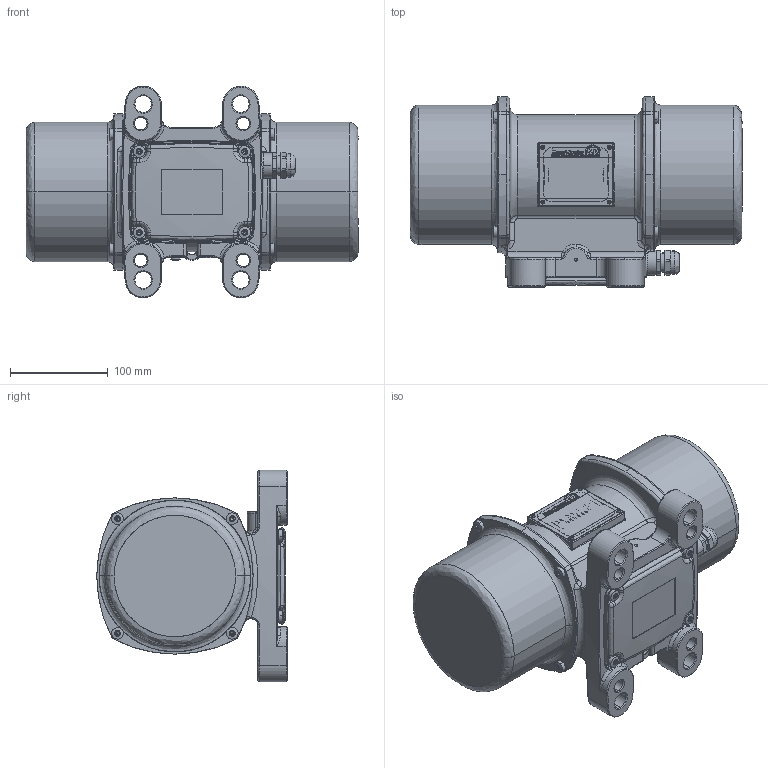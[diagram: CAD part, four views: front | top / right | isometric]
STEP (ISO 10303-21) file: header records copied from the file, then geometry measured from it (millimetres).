
FILE_DESCRIPTION (( 'STEP AP214' ), '1' );
FILE_NAME ('NEG 16190-50-60Hz.STEP', '2022-05-12T08:04:29', ( '' ), ( '' ), 'SwSTEP 2.0', 'SolidWorks 2015', '' );
FILE_SCHEMA (( 'AUTOMOTIVE_DESIGN' ));
Length unit declared in the file: millimetre
Products named in the file (1): NEG 16190-50-60Hz
Bounding box: 340 x 195 x 217 mm (x, y, z)
Volume: 1493735.2 mm3; surface area: 595543.7 mm2
Topology: 23 solids, 23 shells, 2789 faces, 7484 edges, 4886 vertices
Faces by surface type: bspline 1085, cylinder 751, plane 749, cone 204
Entity records: 144821 total; most frequent: CARTESIAN_POINT 80751, ORIENTED_EDGE 14806, DIRECTION 10651, EDGE_CURVE 7403, VERTEX_POINT 4886, AXIS2_PLACEMENT_3D 3913, EDGE_LOOP 3097, LINE 2825
